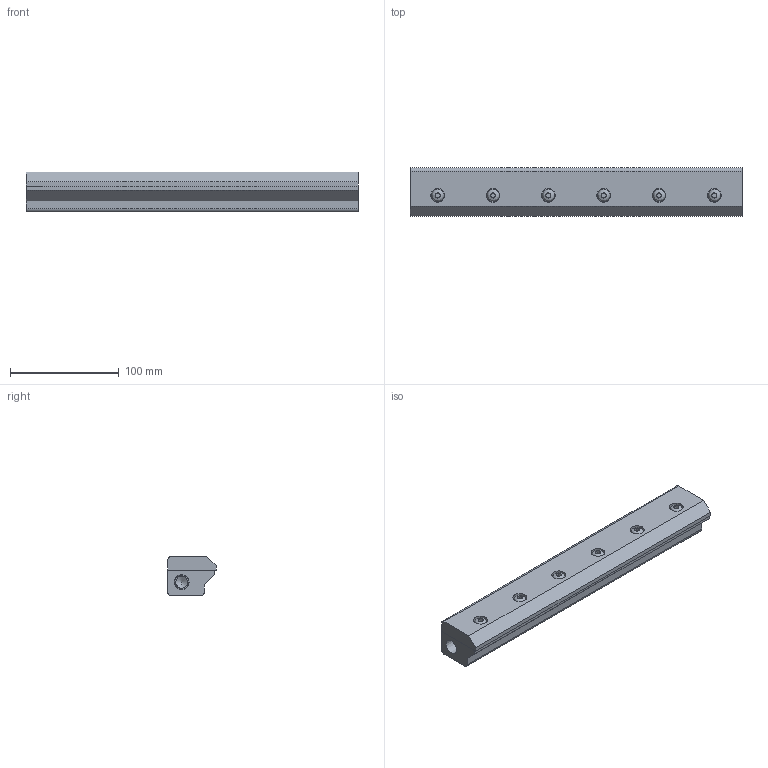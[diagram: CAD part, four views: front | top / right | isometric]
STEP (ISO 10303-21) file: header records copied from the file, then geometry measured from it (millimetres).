
FILE_DESCRIPTION(/* description */ (''),/* implementation_level */ '2;1');
FILE_NAME(/* name */ '110012SS-316-DIM.stp',/* time_stamp */ '2017-08-22T09:12:59-04:00',/* author */ ('Trey Green'),/* organization */ (''),/* preprocessor_version */ 'ST-DEVELOPER v16.13',/* originating_system */ 'Autodesk Inventor 2018',/* authorisation */ '');
FILE_SCHEMA (('AUTOMOTIVE_DESIGN { 1 0 10303 214 3 1 1 }'));
Length unit declared in the file: inch
Products named in the file (9): 110012-DIM; Part70; Part72; Part74; Part76; Part78; Part80; Part82; Part84
Assembly tree (8 placements, depth 2):
  110012-DIM
    Part70
    Part72
    Part74
    Part76
    Part78
    Part80
    Part82
    Part84
Bounding box: 304.8 x 44.44 x 36.69 mm (x, y, z)
Volume: 414392.8 mm3; surface area: 83859.3 mm2
Topology: 8 solids, 8 shells, 142 faces, 320 edges, 216 vertices
Faces by surface type: plane 85, cylinder 37, cone 14, bspline 6
Full cylindrical faces by diameter (mm): 5.105 x6, 6.35 x6, 7.163 x6, 10.999 x4, 11.1 x6, 12.7 x6
Entity records: 4173 total; most frequent: CARTESIAN_POINT 783, DIRECTION 662, ORIENTED_EDGE 512, AXIS2_PLACEMENT_3D 259, EDGE_CURVE 256, EDGE_LOOP 236, VERTEX_POINT 200, LINE 144
